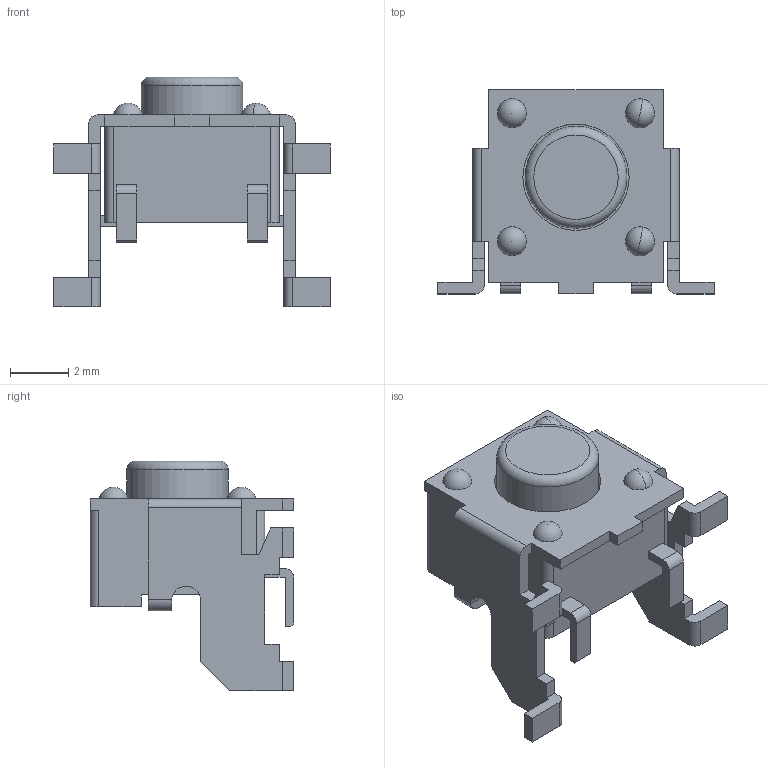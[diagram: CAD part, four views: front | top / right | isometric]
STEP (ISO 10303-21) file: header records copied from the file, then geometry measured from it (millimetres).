
FILE_DESCRIPTION(/* description */ ('Unknown'),/* implementation_level */ '2;1');
FILE_NAME(/* name */ 'PTS645VN13SMTR92LFS',/* time_stamp */ '2024-11-20T21:02:45+01:00',/* author */ ('Unknown'),/* organization */ ('Unknown'),/* preprocessor_version */ 'ST-DEVELOPER v19.4',/* originating_system */ 'Solid Edge',/* authorisation */ 'Unknown');
FILE_SCHEMA (('AUTOMOTIVE_DESIGN {1 0 10303 214 3 1 1}'));
Length unit declared in the file: millimetre
Products named in the file (2): PTS645VN13SMTR92LFS; (Unsaved)_2
Assembly tree (1 placements, depth 2):
  PTS645VN13SMTR92LFS
    (Unsaved)_2
Bounding box: 9.5 x 7 x 7.9 mm (x, y, z)
Volume: 154.9 mm3; surface area: 363.5 mm2
Topology: 1 solids, 9 shells, 184 faces, 477 edges, 316 vertices
Faces by surface type: plane 131, cylinder 46, torus 7
Full cylindrical faces by diameter (mm): 0.8 x4, 0.82 x4, 3.5 x1, 3.65 x1
Entity records: 5621 total; most frequent: CARTESIAN_POINT 973, DIRECTION 952, ORIENTED_EDGE 942, EDGE_CURVE 471, LINE 362, VECTOR 362, VERTEX_POINT 316, AXIS2_PLACEMENT_3D 295
